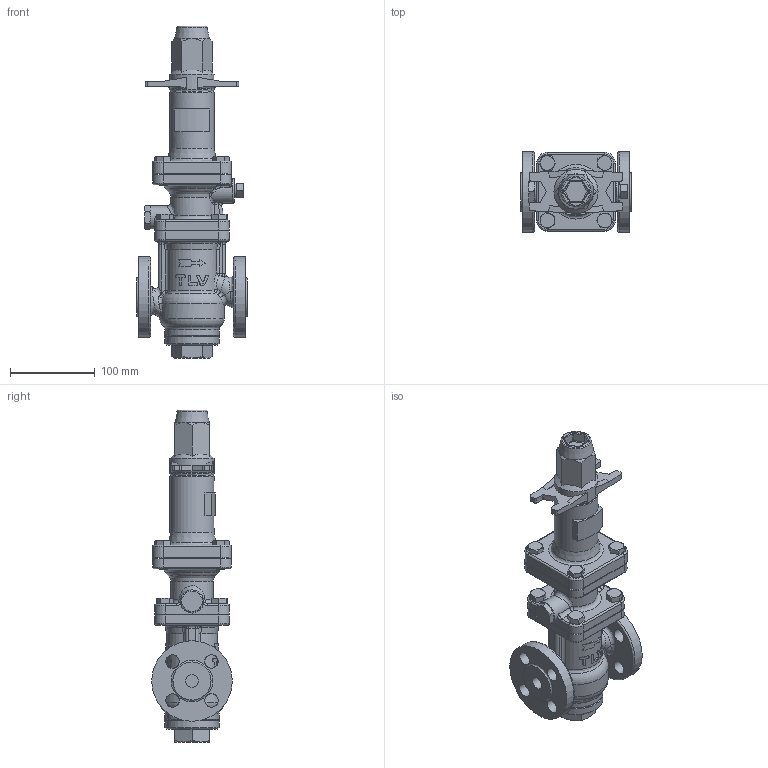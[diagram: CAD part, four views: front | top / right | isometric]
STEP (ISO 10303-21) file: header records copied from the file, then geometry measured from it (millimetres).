
FILE_DESCRIPTION((''),'2;1');
FILE_NAME('spr16-015-e0025-00.stp','2009-08-27T13:33:43',('nakaot'),(''),'Autodesk Inventor 2008','Autodesk Inventor 2008','');
FILE_SCHEMA(('AUTOMOTIVE_DESIGN { 1 0 10303 214 1 1 1 1 }'));
Length unit declared in the file: millimetre
Products named in the file (1): spr16-015-e0025-00
Bounding box: 130 x 95 x 392 mm (x, y, z)
Volume: 1522873.3 mm3; surface area: 184082.7 mm2
Topology: 1 solids, 1 shells, 636 faces, 1541 edges, 930 vertices
Faces by surface type: plane 206, bspline 176, cylinder 137, cone 81, torus 36
Full cylindrical faces by diameter (mm): 10 x12, 15 x2, 27 x1, 30 x1, 50 x1, 51 x1, 52 x2, 64 x2, 67.531 x1, 67.717 x1, 95 x2
Entity records: 38323 total; most frequent: CARTESIAN_POINT 25083, ORIENTED_EDGE 2878, DIRECTION 2466, EDGE_CURVE 1439, AXIS2_PLACEMENT_3D 985, VERTEX_POINT 904, EDGE_LOOP 767, FACE_OUTER_BOUND 636
